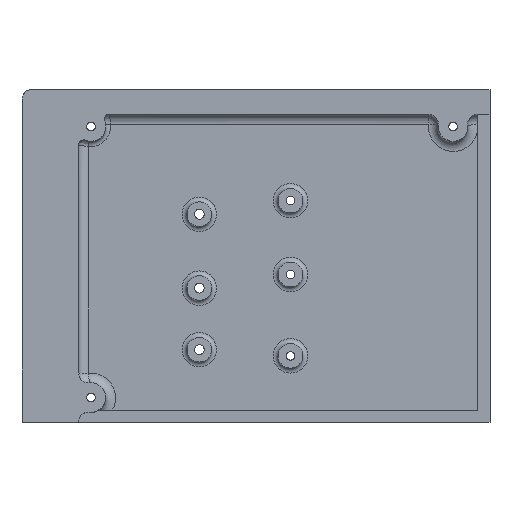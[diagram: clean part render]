
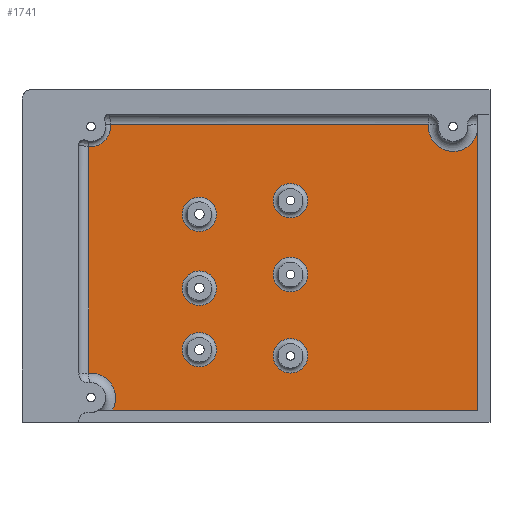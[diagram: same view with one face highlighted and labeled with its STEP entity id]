
A CAD part, top view. The second image highlights one B-rep face of the part: STEP entity #1741.
In plain terms, the highlighted planar face has unit normal (0, 0, 1).
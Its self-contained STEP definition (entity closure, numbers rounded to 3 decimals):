
#122=FACE_BOUND('',#364,.T.);
#123=FACE_BOUND('',#365,.T.);
#124=FACE_BOUND('',#366,.T.);
#125=FACE_BOUND('',#367,.T.);
#126=FACE_BOUND('',#368,.T.);
#127=FACE_BOUND('',#369,.T.);
#227=FACE_OUTER_BOUND('',#363,.T.);
#363=EDGE_LOOP('',(#1500,#1501,#1502,#1503,#1504,#1505,#1506));
#364=EDGE_LOOP('',(#1507));
#365=EDGE_LOOP('',(#1508));
#366=EDGE_LOOP('',(#1509));
#367=EDGE_LOOP('',(#1510));
#368=EDGE_LOOP('',(#1511));
#369=EDGE_LOOP('',(#1512));
#391=CIRCLE('',#1783,8.);
#414=CIRCLE('',#1819,10.);
#422=CIRCLE('',#1832,10.);
#455=CIRCLE('',#1886,7.);
#458=CIRCLE('',#1891,7.);
#461=CIRCLE('',#1896,7.);
#467=CIRCLE('',#1907,7.);
#470=CIRCLE('',#1912,7.);
#473=CIRCLE('',#1917,7.);
#548=LINE('',#2804,#657);
#550=LINE('',#2827,#659);
#601=LINE('',#3184,#710);
#602=LINE('',#3185,#711);
#657=VECTOR('',#2123,10.);
#659=VECTOR('',#2157,10.);
#710=VECTOR('',#2528,10.);
#711=VECTOR('',#2529,10.);
#756=VERTEX_POINT('',#2694);
#757=VERTEX_POINT('',#2703);
#778=VERTEX_POINT('',#2802);
#781=VERTEX_POINT('',#2817);
#783=VERTEX_POINT('',#2825);
#786=VERTEX_POINT('',#2838);
#815=VERTEX_POINT('',#2948);
#817=VERTEX_POINT('',#2956);
#819=VERTEX_POINT('',#2964);
#824=VERTEX_POINT('',#2981);
#826=VERTEX_POINT('',#2989);
#828=VERTEX_POINT('',#2997);
#870=VERTEX_POINT('',#3183);
#914=EDGE_CURVE('',#756,#757,#391,.T.);
#943=EDGE_CURVE('',#757,#778,#548,.T.);
#950=EDGE_CURVE('',#778,#781,#414,.T.);
#955=EDGE_CURVE('',#783,#756,#550,.T.);
#962=EDGE_CURVE('',#786,#783,#422,.T.);
#1007=EDGE_CURVE('',#815,#815,#455,.T.);
#1011=EDGE_CURVE('',#817,#817,#458,.T.);
#1015=EDGE_CURVE('',#819,#819,#461,.T.);
#1022=EDGE_CURVE('',#824,#824,#467,.T.);
#1026=EDGE_CURVE('',#826,#826,#470,.T.);
#1030=EDGE_CURVE('',#828,#828,#473,.T.);
#1100=EDGE_CURVE('',#870,#781,#601,.T.);
#1101=EDGE_CURVE('',#786,#870,#602,.T.);
#1500=ORIENTED_EDGE('',*,*,#1100,.T.);
#1501=ORIENTED_EDGE('',*,*,#950,.F.);
#1502=ORIENTED_EDGE('',*,*,#943,.F.);
#1503=ORIENTED_EDGE('',*,*,#914,.F.);
#1504=ORIENTED_EDGE('',*,*,#955,.F.);
#1505=ORIENTED_EDGE('',*,*,#962,.F.);
#1506=ORIENTED_EDGE('',*,*,#1101,.T.);
#1507=ORIENTED_EDGE('',*,*,#1026,.F.);
#1508=ORIENTED_EDGE('',*,*,#1015,.F.);
#1509=ORIENTED_EDGE('',*,*,#1007,.F.);
#1510=ORIENTED_EDGE('',*,*,#1011,.F.);
#1511=ORIENTED_EDGE('',*,*,#1022,.F.);
#1512=ORIENTED_EDGE('',*,*,#1030,.F.);
#1635=PLANE('',#1984);
#1741=ADVANCED_FACE('',(#227,#122,#123,#124,#125,#126,#127),#1635,.F.);
#1783=AXIS2_PLACEMENT_3D('',#2704,#2060,#2061);
#1819=AXIS2_PLACEMENT_3D('',#2818,#2144,#2145);
#1832=AXIS2_PLACEMENT_3D('',#2855,#2173,#2174);
#1886=AXIS2_PLACEMENT_3D('',#2950,#2293,#2294);
#1891=AXIS2_PLACEMENT_3D('',#2958,#2304,#2305);
#1896=AXIS2_PLACEMENT_3D('',#2966,#2315,#2316);
#1907=AXIS2_PLACEMENT_3D('',#2983,#2338,#2339);
#1912=AXIS2_PLACEMENT_3D('',#2991,#2349,#2350);
#1917=AXIS2_PLACEMENT_3D('',#2999,#2360,#2361);
#1984=AXIS2_PLACEMENT_3D('',#3182,#2526,#2527);
#2060=DIRECTION('center_axis',(0.,0.,1.));
#2061=DIRECTION('ref_axis',(0.707,-0.707,0.));
#2123=DIRECTION('',(1.,0.,0.));
#2144=DIRECTION('center_axis',(0.,0.,1.));
#2145=DIRECTION('ref_axis',(0.,-1.,0.));
#2157=DIRECTION('',(0.,1.,0.));
#2173=DIRECTION('center_axis',(0.,0.,1.));
#2174=DIRECTION('ref_axis',(1.,0.,0.));
#2293=DIRECTION('center_axis',(0.,0.,1.));
#2294=DIRECTION('ref_axis',(-1.,0.,0.));
#2304=DIRECTION('center_axis',(0.,0.,1.));
#2305=DIRECTION('ref_axis',(-1.,0.,0.));
#2315=DIRECTION('center_axis',(0.,0.,1.));
#2316=DIRECTION('ref_axis',(-1.,0.,0.));
#2338=DIRECTION('center_axis',(0.,0.,1.));
#2339=DIRECTION('ref_axis',(-1.,0.,0.));
#2349=DIRECTION('center_axis',(0.,0.,1.));
#2350=DIRECTION('ref_axis',(-1.,0.,0.));
#2360=DIRECTION('center_axis',(0.,0.,1.));
#2361=DIRECTION('ref_axis',(-1.,0.,0.));
#2526=DIRECTION('center_axis',(0.,0.,-1.));
#2527=DIRECTION('ref_axis',(1.,0.,0.));
#2528=DIRECTION('',(0.,1.,0.));
#2529=DIRECTION('',(1.,0.,0.));
#2694=CARTESIAN_POINT('',(-153.,112.063,-5.));
#2703=CARTESIAN_POINT('',(-144.063,121.,-5.));
#2704=CARTESIAN_POINT('Origin',(-152.,120.,-5.));
#2802=CARTESIAN_POINT('',(-14.95,121.,-5.));
#2804=CARTESIAN_POINT('',(-89.75,121.,-5.));
#2817=CARTESIAN_POINT('',(5.,120.,-5.));
#2818=CARTESIAN_POINT('Origin',(-5.,120.,-5.));
#2825=CARTESIAN_POINT('',(-153.,19.95,-5.));
#2827=CARTESIAN_POINT('',(-153.,-70.,-5.));
#2838=CARTESIAN_POINT('',(-143.34,5.,-5.));
#2855=CARTESIAN_POINT('Origin',(-152.,10.,-5.));
#2948=CARTESIAN_POINT('',(-64.,60.033,-5.));
#2950=CARTESIAN_POINT('Origin',(-71.,60.033,-5.));
#2956=CARTESIAN_POINT('',(-64.,27.,-5.));
#2958=CARTESIAN_POINT('Origin',(-71.,27.,-5.));
#2964=CARTESIAN_POINT('',(-64.,90.,-5.));
#2966=CARTESIAN_POINT('Origin',(-71.,90.,-5.));
#2981=CARTESIAN_POINT('',(-101.002,29.5,-5.));
#2983=CARTESIAN_POINT('Origin',(-108.002,29.5,-5.));
#2989=CARTESIAN_POINT('',(-101.002,54.5,-5.));
#2991=CARTESIAN_POINT('Origin',(-108.002,54.5,-5.));
#2997=CARTESIAN_POINT('',(-101.002,84.5,-5.));
#2999=CARTESIAN_POINT('Origin',(-108.002,84.5,-5.));
#3182=CARTESIAN_POINT('Origin',(-22.5,-5.,-5.));
#3183=CARTESIAN_POINT('',(5.,5.,-5.));
#3184=CARTESIAN_POINT('',(5.,67.274,-5.));
#3185=CARTESIAN_POINT('',(-8.75,5.,-5.));
